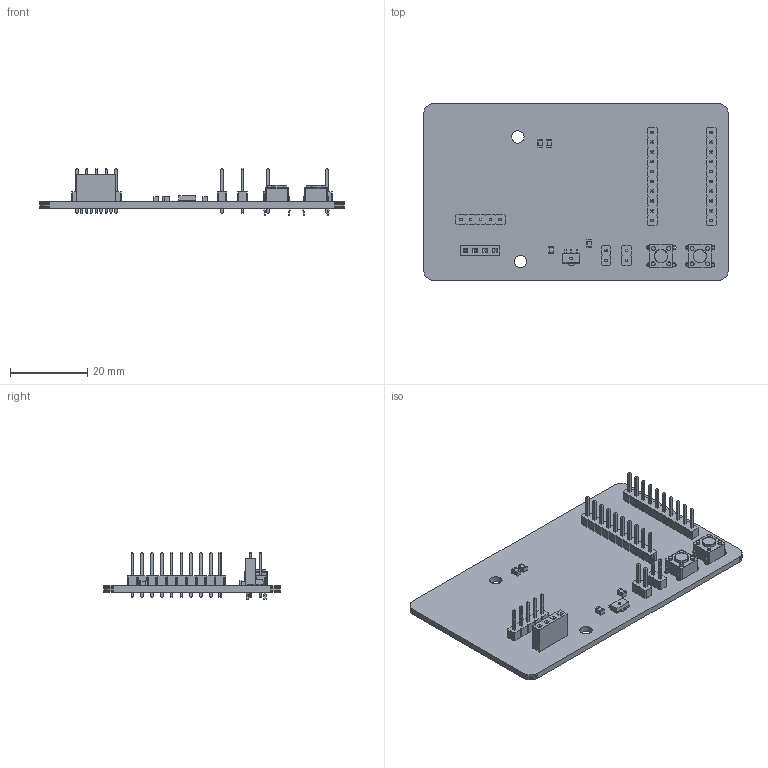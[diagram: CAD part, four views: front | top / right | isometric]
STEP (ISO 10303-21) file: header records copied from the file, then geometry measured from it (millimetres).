
FILE_DESCRIPTION(('KiCad electronic assembly'),'2;1');
FILE_NAME('transmitter_v0.1.step','2023-09-27T14:55:05',('Pcbnew'),( 'Kicad'),'Open CASCADE STEP processor 7.7','KiCad to STEP converter' ,'Unknown');
FILE_SCHEMA(('AUTOMOTIVE_DESIGN { 1 0 10303 214 1 1 1 1 }'));
Length unit declared in the file: millimetre
Products named in the file (16): transmitter_v0.1 1; C_0805_2012Metric; SOLID; SW_PUSH_6mm; PinHeader_1x10_P2.54mm_Vertical; PinHeader_1x05_P2.54mm_Vertical; PinHeader_1x02_P2.54mm_Vertical; PinSocket_1x04_P2.54mm_Vertical; SOT-89-3; COMPOUND; transmitter_v0.1 PCB
Assembly tree (21 placements, depth 3):
  transmitter_v0.1 1
    C_0805_2012Metric  x4
      SOLID
    SW_PUSH_6mm  x2
      SOLID
    PinHeader_1x10_P2.54mm_Vertical  x2
      SOLID
    PinHeader_1x05_P2.54mm_Vertical
      SOLID
    PinHeader_1x02_P2.54mm_Vertical  x2
      SOLID
    PinSocket_1x04_P2.54mm_Vertical
      SOLID
    SOT-89-3
      COMPOUND
    transmitter_v0.1 PCB
Bounding box: 78.74 x 45.72 x 12.04 mm (x, y, z)
Volume: 6654.9 mm3; surface area: 10024 mm2
Topology: 18 solids, 18 shells, 1315 faces, 3284 edges, 2094 vertices
Faces by surface type: plane 1139, cylinder 174, torus 2
Full cylindrical faces by diameter (mm): 0.7 x1, 1 x41, 1.1 x8, 3.2 x2, 3.5 x2
Entity records: 57075 total; most frequent: CARTESIAN_POINT 9260, DIRECTION 8010, LINE 5870, VECTOR 5870, ORIENTED_EDGE 4166, PCURVE 4166, DEFINITIONAL_REPRESENTATION 4166, EDGE_CURVE 2083
